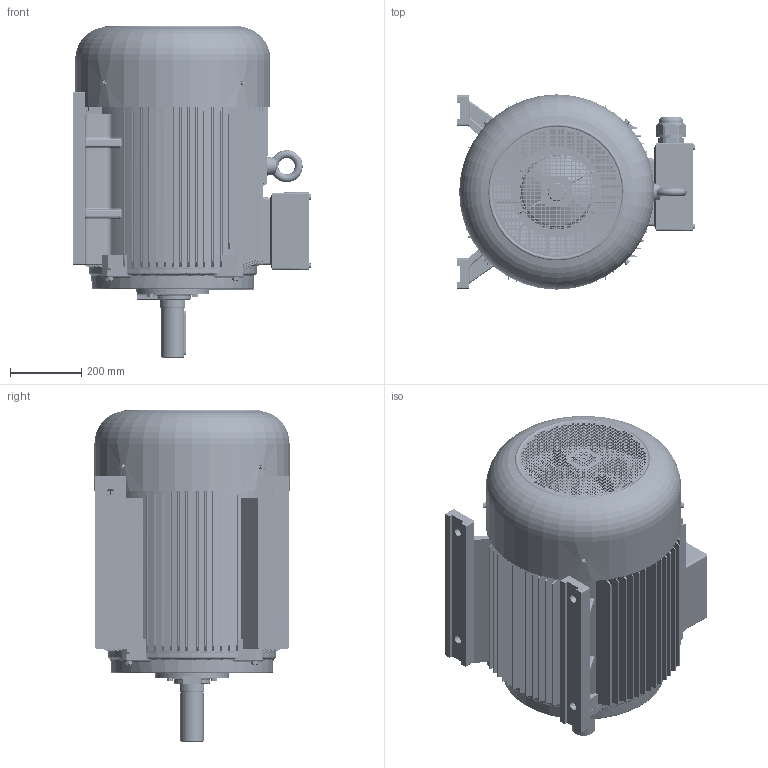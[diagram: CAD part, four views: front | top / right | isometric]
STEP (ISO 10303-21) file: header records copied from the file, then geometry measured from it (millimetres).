
FILE_DESCRIPTION(/* description */ (''),/* implementation_level */ '2;1');
FILE_NAME(/* name */ 'JM3-280S-2-B3.stp',/* time_stamp */ '2016-07-01T15:51:24+08:00',/* author */ (''),/* organization */ (''),/* preprocessor_version */ 'ST-DEVELOPER v15',/* originating_system */ 'SIEMENS PLM Software NX 8.5',/* authorisation */ '');
FILE_SCHEMA (('AUTOMOTIVE_DESIGN { 1 0 10303 214 3 1 1 1 }'));
Length unit declared in the file: millimetre
Products named in the file (1): pc0534AA92lzsf
Bounding box: 667.8 x 547 x 930.49 mm (x, y, z)
Volume: 35637645.1 mm3; surface area: 7305884.7 mm2
Topology: 58 solids, 58 shells, 6921 faces, 19091 edges, 12419 vertices
Faces by surface type: plane 4603, cylinder 1140, bspline 458, cone 406, torus 310, sphere 4
Full cylindrical faces by diameter (mm): 7.188 x4, 8 x8, 8.4 x4, 9.026 x8, 10 x8, 10.863 x8, 11.2 x8, 11.5 x1, 12 x8, 12.6 x8, 16 x4, 20 x1, 24 x4, 43.312 x2, 49 x1, 51 x1, 51.188 x4, 52 x3, 61.031 x12, 63 x4, 64.969 x12, 67.922 x2, 72 x2, 83.672 x2, 190 x1, 543 x1, 547 x1
Entity records: 260760 total; most frequent: CARTESIAN_POINT 75849, ORIENTED_EDGE 37384, DIRECTION 32161, EDGE_CURVE 18692, LINE 13165, VECTOR 13165, VERTEX_POINT 12308, AXIS2_PLACEMENT_3D 9498
